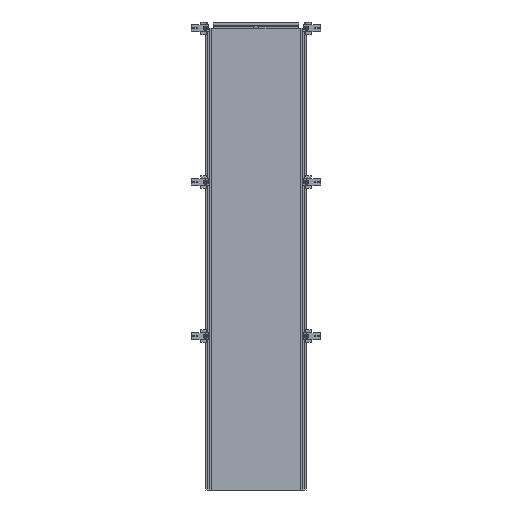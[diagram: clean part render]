
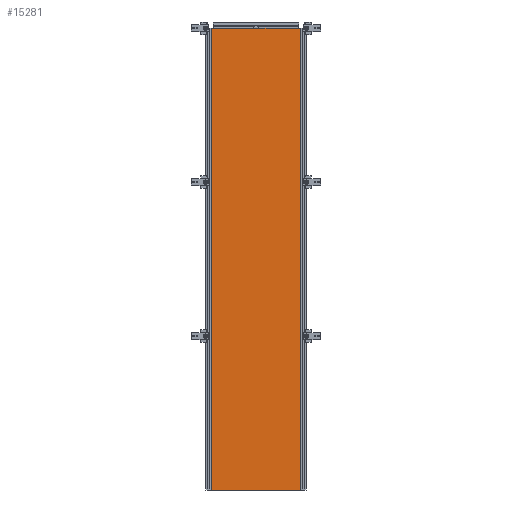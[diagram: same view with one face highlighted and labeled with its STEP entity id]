
A CAD part, front view. The second image highlights one B-rep face of the part: STEP entity #15281.
In plain terms, the highlighted planar face has unit normal (0, -1, 0).
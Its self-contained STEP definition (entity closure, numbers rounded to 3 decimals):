
#14866=DIRECTION('',(0.,0.,1.));
#14867=VECTOR('',#14866,459.);
#14868=CARTESIAN_POINT('',(-1200.,0.,-229.5));
#14869=LINE('',#14868,#14867);
#14870=DIRECTION('',(0.,0.,-1.));
#14871=VECTOR('',#14870,459.);
#14872=CARTESIAN_POINT('',(1200.,0.,229.5));
#14873=LINE('',#14872,#14871);
#14891=DIRECTION('',(-1.,0.,0.));
#14892=VECTOR('',#14891,2400.);
#14893=CARTESIAN_POINT('',(1200.,0.,-229.5));
#14894=LINE('',#14893,#14892);
#14987=DIRECTION('',(1.,0.,0.));
#14988=VECTOR('',#14987,2400.);
#14989=CARTESIAN_POINT('',(-1200.,0.,229.5));
#14990=LINE('',#14989,#14988);
#15190=CARTESIAN_POINT('',(1200.,0.,229.5));
#15191=VERTEX_POINT('',#15190);
#15192=CARTESIAN_POINT('',(-1200.,0.,229.5));
#15193=VERTEX_POINT('',#15192);
#15202=CARTESIAN_POINT('',(1200.,0.,-229.5));
#15203=VERTEX_POINT('',#15202);
#15204=CARTESIAN_POINT('',(-1200.,0.,-229.5));
#15205=VERTEX_POINT('',#15204);
#15266=CARTESIAN_POINT('',(0.,0.,0.));
#15267=DIRECTION('',(0.,1.,0.));
#15268=DIRECTION('',(1.,0.,0.));
#15269=AXIS2_PLACEMENT_3D('',#15266,#15267,#15268);
#15270=PLANE('',#15269);
#15272=ORIENTED_EDGE('',*,*,#15271,.T.);
#15274=ORIENTED_EDGE('',*,*,#15273,.T.);
#15276=ORIENTED_EDGE('',*,*,#15275,.T.);
#15278=ORIENTED_EDGE('',*,*,#15277,.T.);
#15279=EDGE_LOOP('',(#15272,#15274,#15276,#15278));
#15280=FACE_OUTER_BOUND('',#15279,.F.);
#15271=EDGE_CURVE('',#15205,#15193,#14869,.T.);
#15273=EDGE_CURVE('',#15193,#15191,#14990,.T.);
#15275=EDGE_CURVE('',#15191,#15203,#14873,.T.);
#15277=EDGE_CURVE('',#15203,#15205,#14894,.T.);
#15281=ADVANCED_FACE('',(#15280),#15270,.F.);
